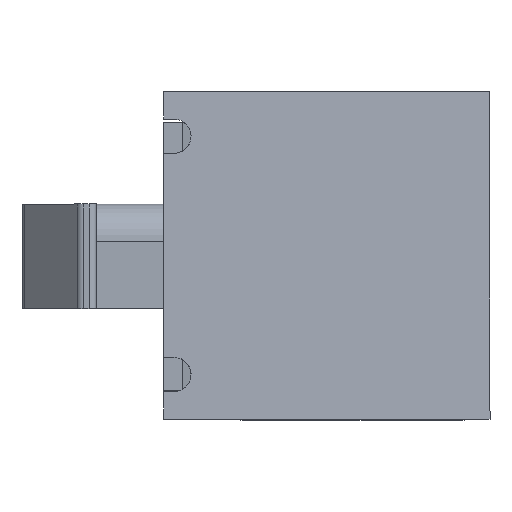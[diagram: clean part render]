
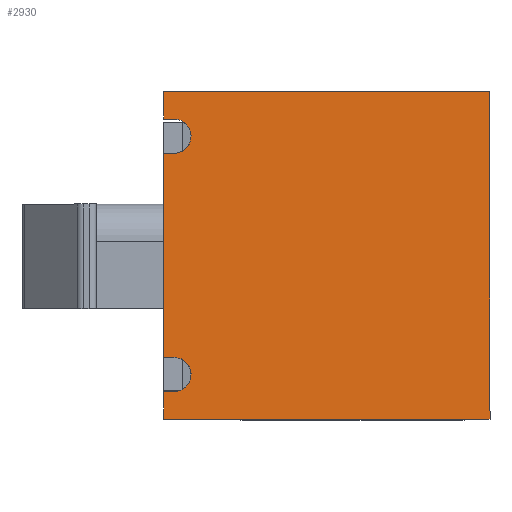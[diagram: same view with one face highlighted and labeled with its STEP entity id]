
A CAD part, top view. The second image highlights one B-rep face of the part: STEP entity #2930.
In plain terms, the highlighted face is planar.
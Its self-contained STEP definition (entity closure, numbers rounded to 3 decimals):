
#154=PLANE('',#3188);
#303=FACE_OUTER_BOUND('',#454,.T.);
#454=EDGE_LOOP('',(#2741,#2742,#2743,#2744,#2745,#2746,#2747,#2748,#2749,
#2750,#2751,#2752));
#496=ELLIPSE('',#3128,1.154,1.15);
#497=ELLIPSE('',#3131,1.154,1.15);
#704=LINE('',#4454,#1077);
#709=LINE('',#4474,#1082);
#716=LINE('',#4489,#1089);
#719=LINE('',#4494,#1092);
#806=LINE('',#4666,#1179);
#828=LINE('',#4711,#1201);
#843=LINE('',#4740,#1216);
#867=LINE('',#4789,#1240);
#869=LINE('',#4792,#1242);
#870=LINE('',#4794,#1243);
#1077=VECTOR('',#3660,10.);
#1082=VECTOR('',#3679,10.);
#1089=VECTOR('',#3690,10.);
#1092=VECTOR('',#3695,10.);
#1179=VECTOR('',#3830,10.);
#1201=VECTOR('',#3874,10.);
#1216=VECTOR('',#3897,10.);
#1240=VECTOR('',#3943,10.);
#1242=VECTOR('',#3947,10.);
#1243=VECTOR('',#3950,10.);
#1401=VERTEX_POINT('',#4448);
#1403=VERTEX_POINT('',#4452);
#1404=VERTEX_POINT('',#4456);
#1406=VERTEX_POINT('',#4462);
#1407=VERTEX_POINT('',#4463);
#1410=VERTEX_POINT('',#4471);
#1416=VERTEX_POINT('',#4486);
#1417=VERTEX_POINT('',#4488);
#1491=VERTEX_POINT('',#4709);
#1501=VERTEX_POINT('',#4738);
#1514=VERTEX_POINT('',#4786);
#1515=VERTEX_POINT('',#4788);
#1760=EDGE_CURVE('',#1401,#1403,#704,.T.);
#1761=EDGE_CURVE('',#1403,#1404,#496,.T.);
#1764=EDGE_CURVE('',#1406,#1407,#497,.T.);
#1769=EDGE_CURVE('',#1407,#1410,#709,.T.);
#1776=EDGE_CURVE('',#1417,#1416,#716,.T.);
#1779=EDGE_CURVE('',#1410,#1401,#719,.T.);
#1866=EDGE_CURVE('',#1416,#1406,#806,.T.);
#1888=EDGE_CURVE('',#1404,#1491,#828,.T.);
#1903=EDGE_CURVE('',#1491,#1501,#843,.T.);
#1927=EDGE_CURVE('',#1515,#1514,#867,.T.);
#1929=EDGE_CURVE('',#1417,#1514,#869,.T.);
#1930=EDGE_CURVE('',#1515,#1501,#870,.T.);
#2741=ORIENTED_EDGE('',*,*,#1888,.T.);
#2742=ORIENTED_EDGE('',*,*,#1903,.T.);
#2743=ORIENTED_EDGE('',*,*,#1930,.F.);
#2744=ORIENTED_EDGE('',*,*,#1927,.T.);
#2745=ORIENTED_EDGE('',*,*,#1929,.F.);
#2746=ORIENTED_EDGE('',*,*,#1776,.T.);
#2747=ORIENTED_EDGE('',*,*,#1866,.T.);
#2748=ORIENTED_EDGE('',*,*,#1764,.T.);
#2749=ORIENTED_EDGE('',*,*,#1769,.T.);
#2750=ORIENTED_EDGE('',*,*,#1779,.T.);
#2751=ORIENTED_EDGE('',*,*,#1760,.T.);
#2752=ORIENTED_EDGE('',*,*,#1761,.T.);
#2930=ADVANCED_FACE('',(#303),#154,.T.);
#3128=AXIS2_PLACEMENT_3D('',#4457,#3663,#3664);
#3131=AXIS2_PLACEMENT_3D('',#4464,#3670,#3671);
#3188=AXIS2_PLACEMENT_3D('',#4793,#3948,#3949);
#3660=DIRECTION('',(0.996,-0.087,0.));
#3663=DIRECTION('center_axis',(-0.087,-0.996,0.));
#3664=DIRECTION('ref_axis',(-0.996,0.087,0.));
#3670=DIRECTION('center_axis',(-0.087,-0.996,0.));
#3671=DIRECTION('ref_axis',(-0.996,0.087,0.));
#3679=DIRECTION('',(-0.996,0.087,0.));
#3690=DIRECTION('',(0.,0.,1.));
#3695=DIRECTION('',(0.,0.,1.));
#3830=DIRECTION('',(0.996,-0.087,0.));
#3874=DIRECTION('',(-0.996,0.087,0.));
#3897=DIRECTION('',(0.,0.,1.));
#3943=DIRECTION('',(0.,0.,-1.));
#3947=DIRECTION('',(0.996,-0.087,0.));
#3948=DIRECTION('center_axis',(0.087,0.996,0.));
#3949=DIRECTION('ref_axis',(-0.996,0.087,0.));
#3950=DIRECTION('',(-0.996,0.087,0.));
#4448=CARTESIAN_POINT('',(-3.472,2.914,6.85));
#4452=CARTESIAN_POINT('',(-2.772,2.852,6.85));
#4454=CARTESIAN_POINT('',(7.96,1.913,6.85));
#4456=CARTESIAN_POINT('',(-2.772,2.852,9.15));
#4457=CARTESIAN_POINT('Origin',(-2.772,2.852,8.));
#4462=CARTESIAN_POINT('',(-2.772,2.852,-9.15));
#4463=CARTESIAN_POINT('',(-2.772,2.852,-6.85));
#4464=CARTESIAN_POINT('Origin',(-2.772,2.852,-8.));
#4471=CARTESIAN_POINT('',(-3.472,2.914,-6.85));
#4474=CARTESIAN_POINT('',(7.613,1.944,-6.85));
#4486=CARTESIAN_POINT('',(-3.472,2.914,-9.15));
#4488=CARTESIAN_POINT('',(-3.472,2.914,-11.));
#4489=CARTESIAN_POINT('',(-3.472,2.914,0.));
#4494=CARTESIAN_POINT('',(-3.472,2.914,0.));
#4666=CARTESIAN_POINT('',(7.96,1.913,-9.15));
#4709=CARTESIAN_POINT('',(-3.472,2.914,9.15));
#4711=CARTESIAN_POINT('',(7.613,1.944,9.15));
#4738=CARTESIAN_POINT('',(-3.472,2.914,11.));
#4740=CARTESIAN_POINT('',(-3.472,2.914,0.));
#4786=CARTESIAN_POINT('',(18.445,0.996,-11.));
#4788=CARTESIAN_POINT('',(18.445,0.996,11.));
#4789=CARTESIAN_POINT('',(18.445,0.996,0.));
#4792=CARTESIAN_POINT('',(-3.472,2.914,-11.));
#4793=CARTESIAN_POINT('Origin',(18.445,0.996,0.));
#4794=CARTESIAN_POINT('',(-3.472,2.914,11.));
